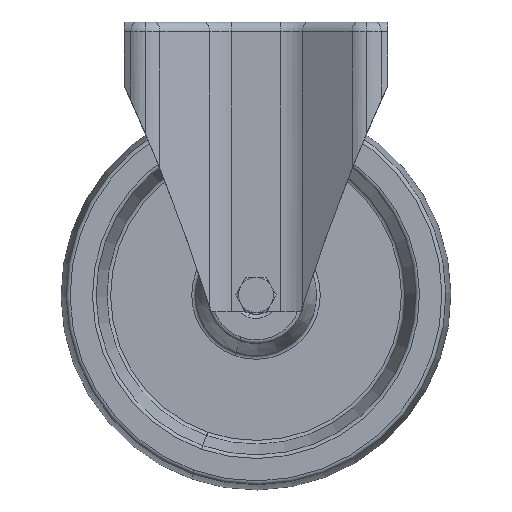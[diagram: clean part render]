
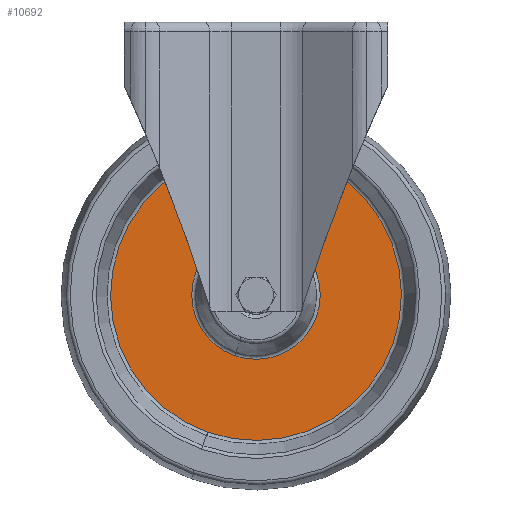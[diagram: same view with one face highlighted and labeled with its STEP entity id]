
A CAD part, top view. The second image highlights one B-rep face of the part: STEP entity #10692.
In plain terms, the highlighted planar face has unit normal (0, 0, 1).
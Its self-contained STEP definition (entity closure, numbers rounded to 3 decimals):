
#393 = DIRECTION ( 'NONE',  ( -0.332, -0.943, 0. ) ) ;
#418 = EDGE_CURVE ( 'NONE', #12155, #10459, #989, .T. ) ;
#803 = FACE_OUTER_BOUND ( 'NONE', #13693, .T. ) ;
#882 = ORIENTED_EDGE ( 'NONE', *, *, #2008, .T. ) ;
#989 = CIRCLE ( 'NONE', #8540, 32.962 ) ;
#1234 = VERTEX_POINT ( 'NONE', #1936 ) ;
#1341 = CARTESIAN_POINT ( 'NONE',  ( -30.606, -32.028, 155.5 ) ) ;
#1936 = CARTESIAN_POINT ( 'NONE',  ( -55.406, -102.381, 155.5 ) ) ;
#2008 = EDGE_CURVE ( 'NONE', #5152, #1234, #7942, .T. ) ;
#2116 = ORIENTED_EDGE ( 'NONE', *, *, #11380, .T. ) ;
#2239 = DIRECTION ( 'NONE',  ( 0., 0., -1. ) ) ;
#2446 = DIRECTION ( 'NONE',  ( -0.332, -0.943, 0. ) ) ;
#2867 = DIRECTION ( 'NONE',  ( -0.332, -0.943, 0. ) ) ;
#3723 = FACE_BOUND ( 'NONE', #6607, .T. ) ;
#3961 = DIRECTION ( 'NONE',  ( 0., 0., -1. ) ) ;
#4500 = CIRCLE ( 'NONE', #6202, 32.962 ) ;
#4644 = PLANE ( 'NONE',  #12172 ) ;
#4970 = CARTESIAN_POINT ( 'NONE',  ( -41.564, -63.116, 155.5 ) ) ;
#5152 = VERTEX_POINT ( 'NONE', #5227 ) ;
#5227 = CARTESIAN_POINT ( 'NONE',  ( -5.805, 38.324, 155.5 ) ) ;
#5237 = DIRECTION ( 'NONE',  ( 0., 0., 1. ) ) ;
#6202 = AXIS2_PLACEMENT_3D ( 'NONE', #8800, #2239, #9904 ) ;
#6345 = CARTESIAN_POINT ( 'NONE',  ( -19.647, -0.941, 155.5 ) ) ;
#6560 = AXIS2_PLACEMENT_3D ( 'NONE', #1341, #8989, #2446 ) ;
#6607 = EDGE_LOOP ( 'NONE', ( #6879, #7673 ) ) ;
#6879 = ORIENTED_EDGE ( 'NONE', *, *, #418, .T. ) ;
#6965 = DIRECTION ( 'NONE',  ( 0., 0., 1. ) ) ;
#7673 = ORIENTED_EDGE ( 'NONE', *, *, #11897, .T. ) ;
#7787 = CIRCLE ( 'NONE', #11206, 74.596 ) ;
#7942 = CIRCLE ( 'NONE', #6560, 74.596 ) ;
#8540 = AXIS2_PLACEMENT_3D ( 'NONE', #8747, #3961, #2867 ) ;
#8747 = CARTESIAN_POINT ( 'NONE',  ( -30.606, -32.028, 155.5 ) ) ;
#8800 = CARTESIAN_POINT ( 'NONE',  ( -30.606, -32.028, 155.5 ) ) ;
#8989 = DIRECTION ( 'NONE',  ( 0., 0., 1. ) ) ;
#9904 = DIRECTION ( 'NONE',  ( -0.332, -0.943, 0. ) ) ;
#10459 = VERTEX_POINT ( 'NONE', #6345 ) ;
#10692 = ADVANCED_FACE ( 'NONE', ( #3723, #803 ), #4644, .T. ) ;
#11206 = AXIS2_PLACEMENT_3D ( 'NONE', #11762, #5237, #12866 ) ;
#11380 = EDGE_CURVE ( 'NONE', #1234, #5152, #7787, .T. ) ;
#11762 = CARTESIAN_POINT ( 'NONE',  ( -30.606, -32.028, 155.5 ) ) ;
#11897 = EDGE_CURVE ( 'NONE', #10459, #12155, #4500, .T. ) ;
#12155 = VERTEX_POINT ( 'NONE', #4970 ) ;
#12172 = AXIS2_PLACEMENT_3D ( 'NONE', #13494, #6965, #393 ) ;
#12866 = DIRECTION ( 'NONE',  ( -0.332, -0.943, 0. ) ) ;
#13494 = CARTESIAN_POINT ( 'NONE',  ( 41.071, -57.295, 155.5 ) ) ;
#13693 = EDGE_LOOP ( 'NONE', ( #2116, #882 ) ) ;
